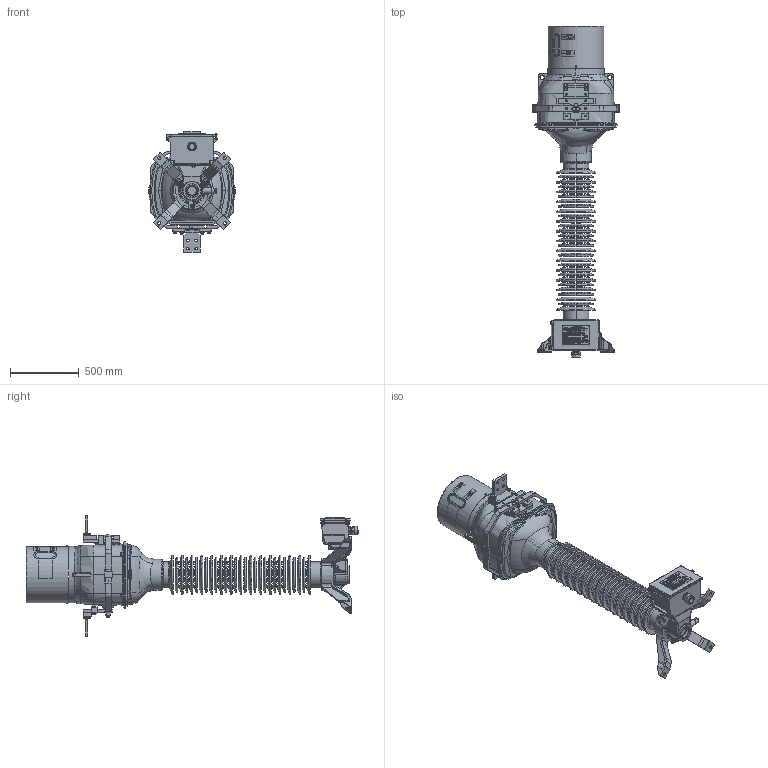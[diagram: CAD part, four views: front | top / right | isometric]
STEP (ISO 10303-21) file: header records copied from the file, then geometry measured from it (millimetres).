
FILE_DESCRIPTION (( 'STEP AP203' ), '1' );
FILE_NAME ('ﾒﾎﾌ-110III 150-300-600ﾀ.STEP', '2022-07-28T10:28:12', ( '' ), ( '' ), 'SwSTEP 2.0', 'SolidWorks 2010', '' );
FILE_SCHEMA (( 'CONFIG_CONTROL_DESIGN' ));
Length unit declared in the file: millimetre
Products named in the file (1): ﾒﾎﾌ-110III 150-300-600ﾀ
Bounding box: 626 x 2409 x 872.4 mm (x, y, z)
Surface area: 6274623.7 mm2 (no closed solid volume)
Topology: 0 solids, 306 shells, 1892 faces, 11876 edges, 10060 vertices
Faces by surface type: plane 687, cylinder 561, torus 278, cone 181, bspline 175, sphere 10
Full cylindrical faces by diameter (mm): 402 x1, 406 x1
Entity records: 154333 total; most frequent: CARTESIAN_POINT 73784, ORIENTED_EDGE 14821, DIRECTION 13661, EDGE_CURVE 11868, VERTEX_POINT 10059, LINE 5165, VECTOR 5165, AXIS2_PLACEMENT_3D 4248
